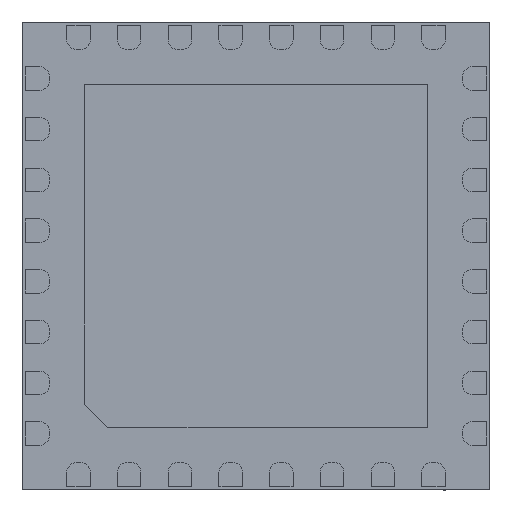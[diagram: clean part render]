
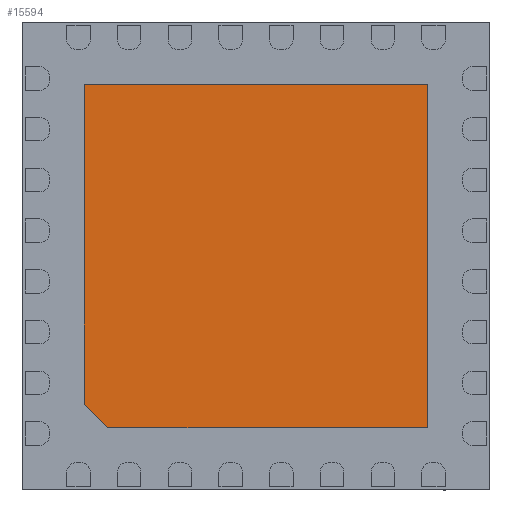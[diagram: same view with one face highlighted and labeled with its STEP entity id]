
A CAD part, front view. The second image highlights one B-rep face of the part: STEP entity #15594.
In plain terms, the highlighted planar face has unit normal (0, -1, 0).
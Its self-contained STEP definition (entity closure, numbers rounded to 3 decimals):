
#474 = CARTESIAN_POINT ( 'NONE',  ( -2.2, 0., 2.2 ) ) ;
#545 = PLANE ( 'NONE',  #7861 ) ;
#683 = DIRECTION ( 'NONE',  ( 0., 0., 1. ) ) ;
#1190 = EDGE_CURVE ( 'NONE', #17767, #10741, #12069, .T. ) ;
#1608 = ORIENTED_EDGE ( 'NONE', *, *, #4601, .F. ) ;
#2419 = LINE ( 'NONE', #14855, #14896 ) ;
#4601 = EDGE_CURVE ( 'NONE', #19026, #20974, #2419, .T. ) ;
#6882 = VECTOR ( 'NONE', #683, 1000. ) ;
#7000 = CARTESIAN_POINT ( 'NONE',  ( -1.9, 0., -2.2 ) ) ;
#7861 = AXIS2_PLACEMENT_3D ( 'NONE', #12016, #8840, #16946 ) ;
#8200 = CARTESIAN_POINT ( 'NONE',  ( -2.2, 0., -1.9 ) ) ;
#8501 = FACE_OUTER_BOUND ( 'NONE', #9527, .T. ) ;
#8583 = CARTESIAN_POINT ( 'NONE',  ( 2.2, 0., 2.2 ) ) ;
#8784 = VERTEX_POINT ( 'NONE', #8583 ) ;
#8840 = DIRECTION ( 'NONE',  ( 0., 1., 0. ) ) ;
#9498 = VECTOR ( 'NONE', #19788, 1000. ) ;
#9527 = EDGE_LOOP ( 'NONE', ( #15263, #16453, #1608, #18649, #20863 ) ) ;
#10195 = LINE ( 'NONE', #17353, #13824 ) ;
#10551 = LINE ( 'NONE', #19571, #10813 ) ;
#10741 = VERTEX_POINT ( 'NONE', #474 ) ;
#10813 = VECTOR ( 'NONE', #12859, 1000. ) ;
#11375 = DIRECTION ( 'NONE',  ( -1., 0., 0. ) ) ;
#12016 = CARTESIAN_POINT ( 'NONE',  ( 0., 0., 0. ) ) ;
#12069 = LINE ( 'NONE', #20558, #6882 ) ;
#12859 = DIRECTION ( 'NONE',  ( 1., 0., 0. ) ) ;
#13824 = VECTOR ( 'NONE', #16077, 1000. ) ;
#14855 = CARTESIAN_POINT ( 'NONE',  ( -1.9, 0., -2.2 ) ) ;
#14896 = VECTOR ( 'NONE', #11375, 1000. ) ;
#15000 = CARTESIAN_POINT ( 'NONE',  ( -2.2, 0., -1.9 ) ) ;
#15263 = ORIENTED_EDGE ( 'NONE', *, *, #1190, .F. ) ;
#15391 = CARTESIAN_POINT ( 'NONE',  ( 2.2, 0., -2.2 ) ) ;
#15594 = ADVANCED_FACE ( 'NONE', ( #8501 ), #545, .F. ) ;
#15830 = EDGE_CURVE ( 'NONE', #10741, #8784, #10551, .T. ) ;
#16077 = DIRECTION ( 'NONE',  ( 0., 0., -1. ) ) ;
#16453 = ORIENTED_EDGE ( 'NONE', *, *, #20095, .F. ) ;
#16946 = DIRECTION ( 'NONE',  ( 0., 0., 1. ) ) ;
#17353 = CARTESIAN_POINT ( 'NONE',  ( 2.2, 0., -2.2 ) ) ;
#17557 = LINE ( 'NONE', #8200, #9498 ) ;
#17767 = VERTEX_POINT ( 'NONE', #15000 ) ;
#17933 = EDGE_CURVE ( 'NONE', #8784, #19026, #10195, .T. ) ;
#18649 = ORIENTED_EDGE ( 'NONE', *, *, #17933, .F. ) ;
#19026 = VERTEX_POINT ( 'NONE', #15391 ) ;
#19571 = CARTESIAN_POINT ( 'NONE',  ( 2.2, 0., 2.2 ) ) ;
#19788 = DIRECTION ( 'NONE',  ( -0.707, 0., 0.707 ) ) ;
#20095 = EDGE_CURVE ( 'NONE', #20974, #17767, #17557, .T. ) ;
#20558 = CARTESIAN_POINT ( 'NONE',  ( -2.2, 0., 2.2 ) ) ;
#20863 = ORIENTED_EDGE ( 'NONE', *, *, #15830, .F. ) ;
#20974 = VERTEX_POINT ( 'NONE', #7000 ) ;
